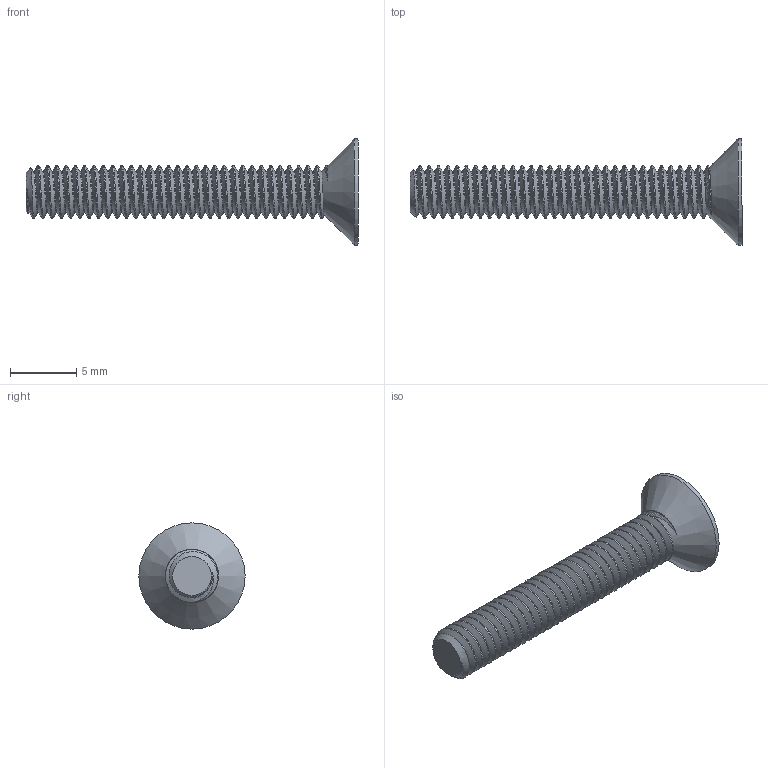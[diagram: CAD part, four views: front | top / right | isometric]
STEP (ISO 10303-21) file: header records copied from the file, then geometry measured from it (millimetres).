
FILE_DESCRIPTION(/* description */ (''),/* implementation_level */ '2;1');
FILE_NAME(/* name */ 'M4x25FHCS-0 v1.step',/* time_stamp */ '2020-09-14T13:30:42-04:00',/* author */ (''),/* organization */ (''),/* preprocessor_version */ 'ST-DEVELOPER v18.1',/* originating_system */ 'Autodesk Translation Framework v9.3.0.1241',/* authorisation */ '');
FILE_SCHEMA (('AUTOMOTIVE_DESIGN { 1 0 10303 214 3 1 1 }'));
Length unit declared in the file: millimetre
Products named in the file (2): M4x25FHCS-0; 92125A202
Assembly tree (1 placements, depth 2):
  M4x25FHCS-0
    92125A202
Bounding box: 25 x 8 x 8 mm (x, y, z)
Volume: 290.6 mm3; surface area: 572.1 mm2
Topology: 1 solids, 1 shells, 85 faces, 233 edges, 151 vertices
Faces by surface type: cylinder 66, plane 9, cone 8, bspline 2
Full cylindrical faces by diameter (mm): 3.091 x31, 4 x30, 8 x1
Entity records: 7216 total; most frequent: CARTESIAN_POINT 5352, ORIENTED_EDGE 466, DIRECTION 278, EDGE_CURVE 233, VERTEX_POINT 151, AXIS2_PLACEMENT_3D 100, EDGE_LOOP 86, FACE_OUTER_BOUND 85
